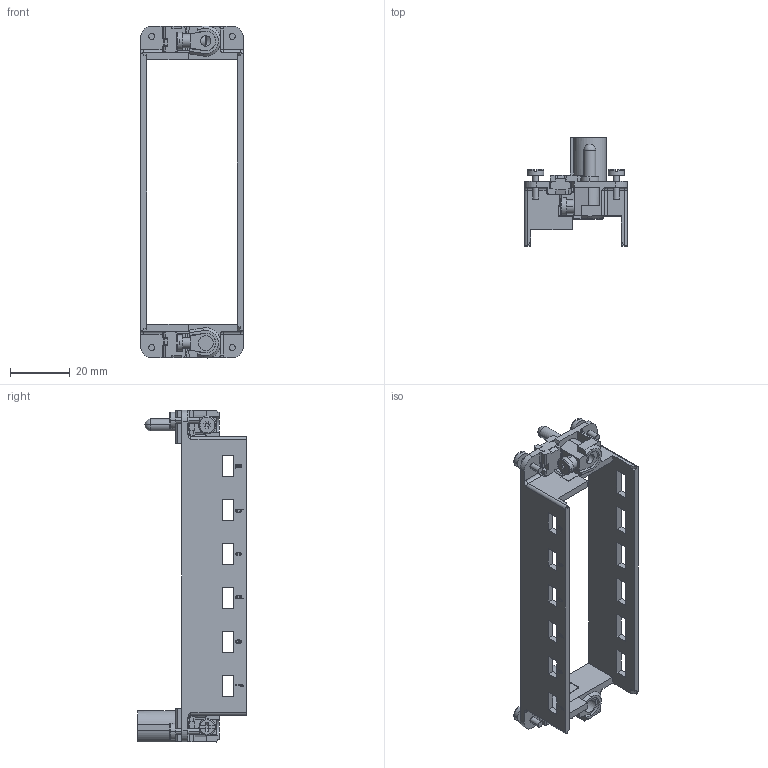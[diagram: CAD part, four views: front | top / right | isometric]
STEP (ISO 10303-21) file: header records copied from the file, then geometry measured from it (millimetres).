
FILE_DESCRIPTION((''),'2;1');
FILE_NAME('3D_1290240001001_HF24B-NLA2_V1_','2019-01-12T',('zl.chen'),(''),'PRO/ENGINEER BY PARAMETRIC TECHNOLOGY CORPORATION, 2013430','PRO/ENGINEER BY PARAMETRIC TECHNOLOGY CORPORATION, 2013430','');
FILE_SCHEMA(('CONFIG_CONTROL_DESIGN','SHAPE_APPEARANCE_LAYERS_GROUPS'));
Length unit declared in the file: millimetre
Products named in the file (1): 3D_1290240001001_HF24B-NLA2_V1_
Bounding box: 34.4 x 36.3 x 111 mm (x, y, z)
Volume: 13834.1 mm3; surface area: 16469.7 mm2
Topology: 1 solids, 2 shells, 1111 faces, 3283 edges, 2127 vertices
Faces by surface type: plane 544, cylinder 294, extrusion 112, torus 72, sphere 40, cone 32, bspline 17
Entity records: 39385 total; most frequent: CARTESIAN_POINT 10450, ORIENTED_EDGE 6478, DIRECTION 5404, EDGE_CURVE 3239, VERTEX_POINT 2127, VECTOR 1964, LINE 1852, AXIS2_PLACEMENT_3D 1720
